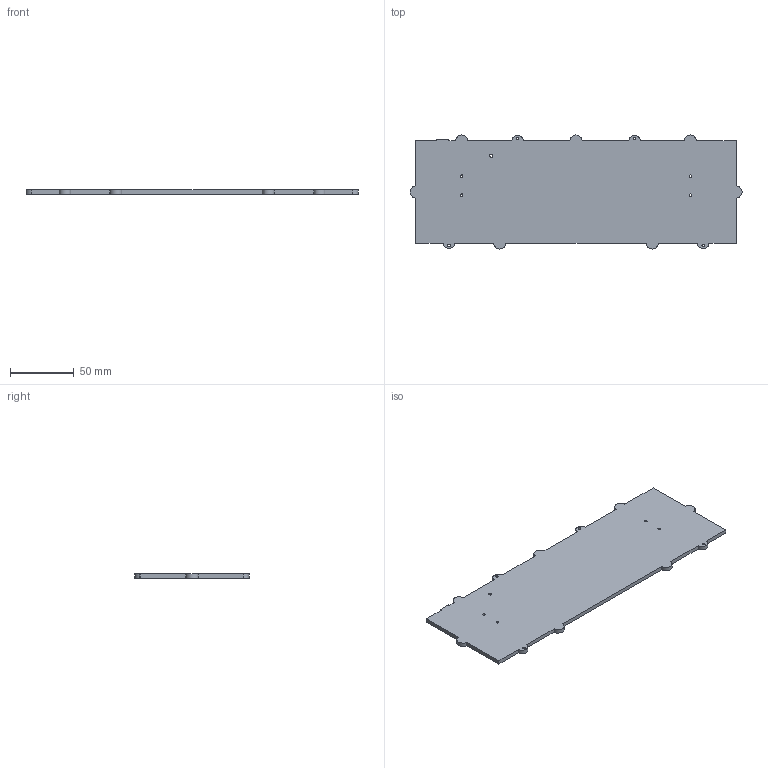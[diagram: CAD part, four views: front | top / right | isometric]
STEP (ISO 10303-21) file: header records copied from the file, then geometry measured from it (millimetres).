
FILE_DESCRIPTION(/* description */ (''),/* implementation_level */ '2;1');
FILE_NAME(/* name */ 'Phoenix45-Bottom.step',/* time_stamp */ '2020-10-19T10:51:34-04:00',/* author */ (''),/* organization */ (''),/* preprocessor_version */ 'ST-DEVELOPER v18.1',/* originating_system */ 'Autodesk Translation Framework v9.3.0.1241',/* authorisation */ '');
FILE_SCHEMA (('AUTOMOTIVE_DESIGN { 1 0 10303 214 3 1 1 }'));
Length unit declared in the file: millimetre
Products named in the file (1): Bottom
Bounding box: 261.15 x 89.7 x 3.2 mm (x, y, z)
Volume: 65722.5 mm3; surface area: 44399.4 mm2
Topology: 1 solids, 1 shells, 234 faces, 654 edges, 436 vertices
Faces by surface type: bspline 108, plane 104, cylinder 22
Full cylindrical faces by diameter (mm): 2 x8, 2.5 x1
Entity records: 8558 total; most frequent: CARTESIAN_POINT 3161, ORIENTED_EDGE 1308, DIRECTION 736, EDGE_CURVE 654, VERTEX_POINT 436, LINE 394, VECTOR 394, EDGE_LOOP 266
